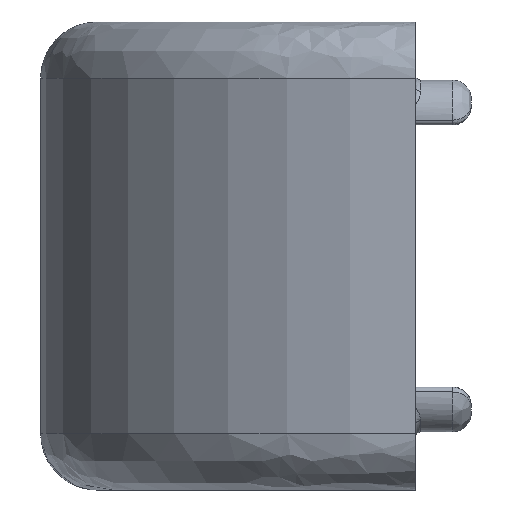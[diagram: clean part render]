
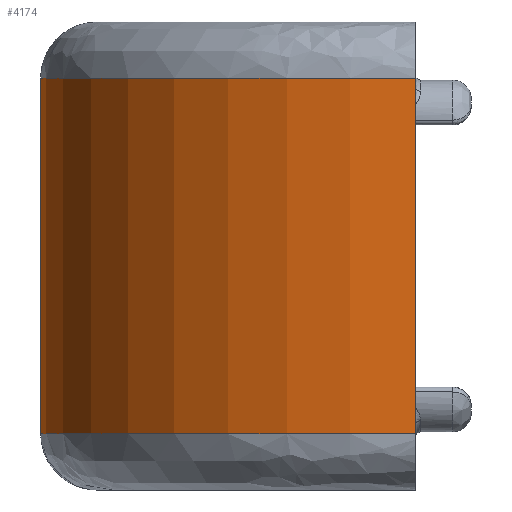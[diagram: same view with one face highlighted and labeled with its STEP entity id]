
A CAD part, front view. The second image highlights one B-rep face of the part: STEP entity #4174.
In plain terms, the highlighted cylindrical face has radius 20 mm (diameter 40 mm), a partial arc.
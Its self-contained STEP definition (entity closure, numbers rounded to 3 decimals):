
#31 = CYLINDRICAL_SURFACE ( 'NONE', #471, 20. ) ;
#298 = CARTESIAN_POINT ( 'NONE',  ( -20., 0., 3. ) ) ;
#471 = AXIS2_PLACEMENT_3D ( 'NONE', #4312, #4131, #3247 ) ;
#747 = CARTESIAN_POINT ( 'NONE',  ( 0., -20., 3. ) ) ;
#809 = DIRECTION ( 'NONE',  ( -1., 0., 0. ) ) ;
#842 = DIRECTION ( 'NONE',  ( 0., 0., -1. ) ) ;
#863 = VERTEX_POINT ( 'NONE', #2710 ) ;
#904 = CARTESIAN_POINT ( 'NONE',  ( 0., 0., 22. ) ) ;
#1019 = DIRECTION ( 'NONE',  ( 0., 0., 1. ) ) ;
#1062 = CARTESIAN_POINT ( 'NONE',  ( 0., -20., 25. ) ) ;
#1069 = VERTEX_POINT ( 'NONE', #298 ) ;
#1201 = VECTOR ( 'NONE', #1019, 1000. ) ;
#1347 = LINE ( 'NONE', #1062, #1201 ) ;
#1407 = ORIENTED_EDGE ( 'NONE', *, *, #6539, .T. ) ;
#1660 = FACE_OUTER_BOUND ( 'NONE', #4868, .T. ) ;
#2499 = VERTEX_POINT ( 'NONE', #747 ) ;
#2637 = DIRECTION ( 'NONE',  ( 0., 0., -1. ) ) ;
#2710 = CARTESIAN_POINT ( 'NONE',  ( 0., -20., 22. ) ) ;
#3060 = DIRECTION ( 'NONE',  ( -1., 0., 0. ) ) ;
#3071 = DIRECTION ( 'NONE',  ( 0., 0., 1. ) ) ;
#3077 = AXIS2_PLACEMENT_3D ( 'NONE', #3079, #3071, #3060 ) ;
#3079 = CARTESIAN_POINT ( 'NONE',  ( 0., 0., 3. ) ) ;
#3207 = CIRCLE ( 'NONE', #3315, 20. ) ;
#3247 = DIRECTION ( 'NONE',  ( -1., 0., 0. ) ) ;
#3315 = AXIS2_PLACEMENT_3D ( 'NONE', #904, #842, #809 ) ;
#3914 = LINE ( 'NONE', #6503, #5688 ) ;
#4131 = DIRECTION ( 'NONE',  ( 0., 0., -1. ) ) ;
#4174 = ADVANCED_FACE ( 'NONE', ( #1660 ), #31, .T. ) ;
#4312 = CARTESIAN_POINT ( 'NONE',  ( 0., 0., 25. ) ) ;
#4868 = EDGE_LOOP ( 'NONE', ( #5416, #1407, #6605, #5994 ) ) ;
#5054 = EDGE_CURVE ( 'NONE', #2499, #863, #1347, .T. ) ;
#5114 = CIRCLE ( 'NONE', #3077, 20. ) ;
#5416 = ORIENTED_EDGE ( 'NONE', *, *, #6566, .T. ) ;
#5509 = CARTESIAN_POINT ( 'NONE',  ( -20., 0., 22. ) ) ;
#5688 = VECTOR ( 'NONE', #2637, 1000. ) ;
#5994 = ORIENTED_EDGE ( 'NONE', *, *, #6036, .T. ) ;
#6036 = EDGE_CURVE ( 'NONE', #863, #6105, #3207, .T. ) ;
#6105 = VERTEX_POINT ( 'NONE', #5509 ) ;
#6503 = CARTESIAN_POINT ( 'NONE',  ( -20., 0., 25. ) ) ;
#6539 = EDGE_CURVE ( 'NONE', #1069, #2499, #5114, .T. ) ;
#6566 = EDGE_CURVE ( 'NONE', #6105, #1069, #3914, .T. ) ;
#6605 = ORIENTED_EDGE ( 'NONE', *, *, #5054, .T. ) ;
